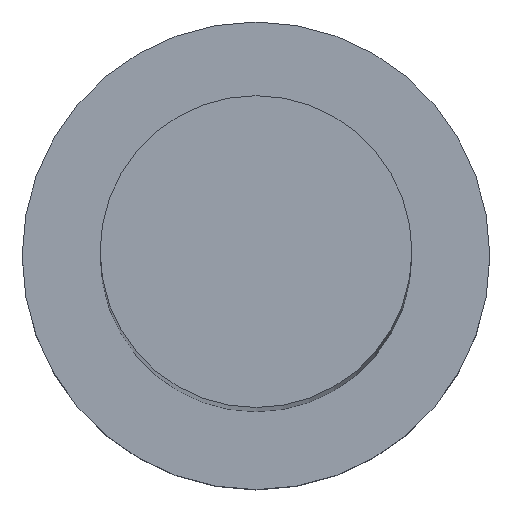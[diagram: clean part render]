
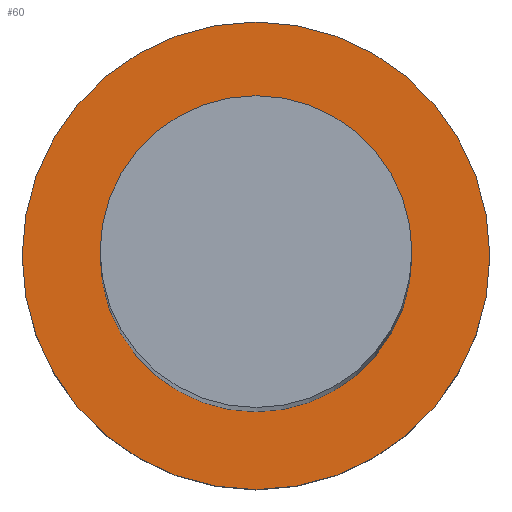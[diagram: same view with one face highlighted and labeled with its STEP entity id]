
A CAD part, top view. The second image highlights one B-rep face of the part: STEP entity #60.
In plain terms, the highlighted planar face has unit normal (0, 0, 1).
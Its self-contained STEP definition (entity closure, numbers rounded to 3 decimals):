
#11 = CARTESIAN_POINT ( 'NONE',  ( -9., 0., 7. ) ) ;
#16 = DIRECTION ( 'NONE',  ( 0., 0., 1. ) ) ;
#31 = AXIS2_PLACEMENT_3D ( 'NONE', #39, #16, #236 ) ;
#39 = CARTESIAN_POINT ( 'NONE',  ( 0., 0., 7. ) ) ;
#45 = ORIENTED_EDGE ( 'NONE', *, *, #208, .T. ) ;
#49 = EDGE_LOOP ( 'NONE', ( #57, #141 ) ) ;
#54 = VERTEX_POINT ( 'NONE', #11 ) ;
#57 = ORIENTED_EDGE ( 'NONE', *, *, #156, .F. ) ;
#60 = ADVANCED_FACE ( 'NONE', ( #89, #185 ), #93, .T. ) ;
#61 = AXIS2_PLACEMENT_3D ( 'NONE', #248, #78, #116 ) ;
#67 = VERTEX_POINT ( 'NONE', #74 ) ;
#74 = CARTESIAN_POINT ( 'NONE',  ( 9., 0., 7. ) ) ;
#78 = DIRECTION ( 'NONE',  ( 0., 0., 1. ) ) ;
#89 = FACE_BOUND ( 'NONE', #49, .T. ) ;
#91 = CIRCLE ( 'NONE', #61, 6. ) ;
#93 = PLANE ( 'NONE',  #198 ) ;
#94 = DIRECTION ( 'NONE',  ( 1., 0., 0. ) ) ;
#97 = CARTESIAN_POINT ( 'NONE',  ( 0., 0., 7. ) ) ;
#98 = EDGE_CURVE ( 'NONE', #67, #54, #238, .T. ) ;
#116 = DIRECTION ( 'NONE',  ( 1., 0., 0. ) ) ;
#117 = DIRECTION ( 'NONE',  ( 0., 0., 1. ) ) ;
#122 = VERTEX_POINT ( 'NONE', #126 ) ;
#124 = AXIS2_PLACEMENT_3D ( 'NONE', #233, #244, #94 ) ;
#126 = CARTESIAN_POINT ( 'NONE',  ( 6., 0., 7. ) ) ;
#129 = EDGE_LOOP ( 'NONE', ( #45, #222 ) ) ;
#141 = ORIENTED_EDGE ( 'NONE', *, *, #221, .F. ) ;
#148 = VERTEX_POINT ( 'NONE', #212 ) ;
#150 = DIRECTION ( 'NONE',  ( 1., 0., 0. ) ) ;
#156 = EDGE_CURVE ( 'NONE', #148, #122, #250, .T. ) ;
#185 = FACE_OUTER_BOUND ( 'NONE', #129, .T. ) ;
#187 = CARTESIAN_POINT ( 'NONE',  ( 0., 0., 7. ) ) ;
#198 = AXIS2_PLACEMENT_3D ( 'NONE', #187, #246, #150 ) ;
#208 = EDGE_CURVE ( 'NONE', #54, #67, #255, .T. ) ;
#212 = CARTESIAN_POINT ( 'NONE',  ( -6., 0., 7. ) ) ;
#216 = DIRECTION ( 'NONE',  ( 1., 0., 0. ) ) ;
#221 = EDGE_CURVE ( 'NONE', #122, #148, #91, .T. ) ;
#222 = ORIENTED_EDGE ( 'NONE', *, *, #98, .T. ) ;
#227 = AXIS2_PLACEMENT_3D ( 'NONE', #97, #117, #216 ) ;
#233 = CARTESIAN_POINT ( 'NONE',  ( 0., 0., 7. ) ) ;
#236 = DIRECTION ( 'NONE',  ( 1., 0., 0. ) ) ;
#238 = CIRCLE ( 'NONE', #124, 9. ) ;
#244 = DIRECTION ( 'NONE',  ( 0., 0., 1. ) ) ;
#246 = DIRECTION ( 'NONE',  ( 0., 0., 1. ) ) ;
#248 = CARTESIAN_POINT ( 'NONE',  ( 0., 0., 7. ) ) ;
#250 = CIRCLE ( 'NONE', #227, 6. ) ;
#255 = CIRCLE ( 'NONE', #31, 9. ) ;
